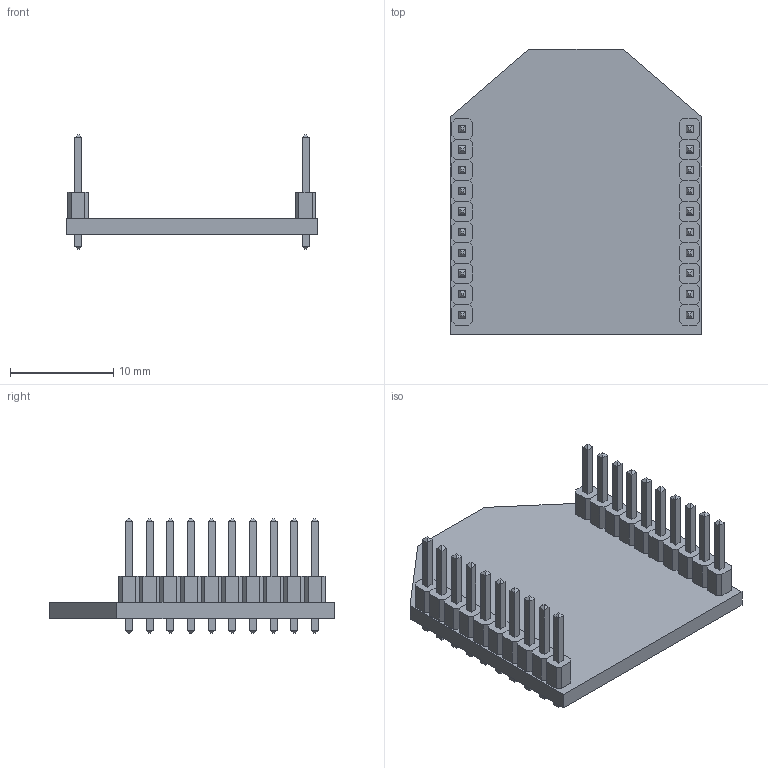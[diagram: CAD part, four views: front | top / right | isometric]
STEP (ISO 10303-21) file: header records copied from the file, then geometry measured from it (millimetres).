
FILE_DESCRIPTION(/* description */ (''),/* implementation_level */ '2;1');
FILE_NAME(/* name */ 'XBee Module.step',/* time_stamp */ '2023-03-01T11:39:02Z',/* author */ (''),/* organization */ (''),/* preprocessor_version */ 'ST-DEVELOPER v19.2',/* originating_system */ 'Autodesk Translation Framework v11.17.0.187',/* authorisation */ '');
FILE_SCHEMA (('AUTOMOTIVE_DESIGN { 1 0 10303 214 3 1 1 }'));
Length unit declared in the file: inch
Products named in the file (3): XBee Module - ZB Series S2C - 2mW with Wire Antenna - XB24CZ7WIT-004; XBee Module - ZB Series S2C - 2mW with Wire Antenna - XB24CZ7WIT-004_
1; 2mm Header
Assembly tree (3 placements, depth 2):
  XBee Module - ZB Series S2C - 2mW with Wire Antenna - XB24CZ7WIT-004
    XBee Module - ZB Series S2C - 2mW with Wire Antenna - XB24CZ7WIT-004_
1
    2mm Header  x2
Bounding box: 24.38 x 27.61 x 11.07 mm (x, y, z)
Volume: 1237 mm3; surface area: 2696.9 mm2
Topology: 41 solids, 41 shells, 588 faces, 1358 edges, 852 vertices
Faces by surface type: plane 568, cylinder 20
Full cylindrical faces by diameter (mm): 0.889 x20
Entity records: 8881 total; most frequent: CARTESIAN_POINT 1484, ORIENTED_EDGE 1436, DIRECTION 1386, EDGE_CURVE 718, LINE 678, VECTOR 678, VERTEX_POINT 452, EDGE_LOOP 368
